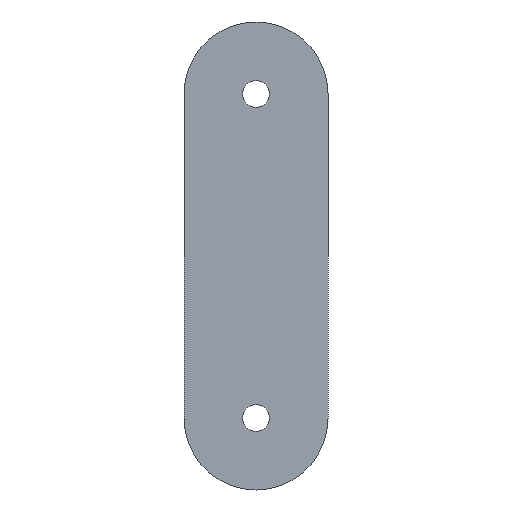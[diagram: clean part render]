
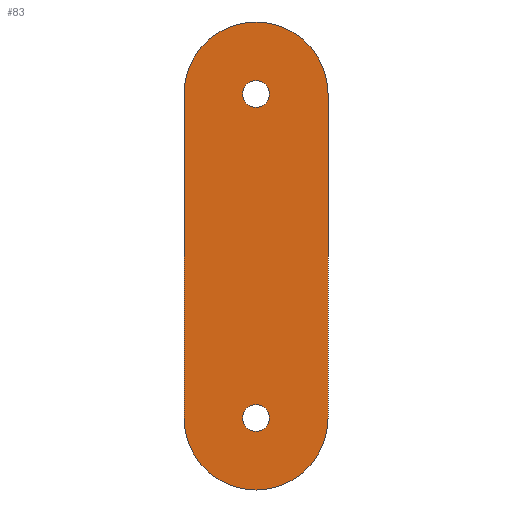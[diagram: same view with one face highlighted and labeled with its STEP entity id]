
A CAD part, front view. The second image highlights one B-rep face of the part: STEP entity #83.
In plain terms, the highlighted planar face has unit normal (0, -1, 0).
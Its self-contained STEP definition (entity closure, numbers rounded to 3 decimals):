
#2 = VECTOR ( 'NONE', #253, 1000. ) ;
#4 = CIRCLE ( 'NONE', #156, 1.5 ) ;
#5 = DIRECTION ( 'NONE',  ( 0., 1., 0. ) ) ;
#6 = VERTEX_POINT ( 'NONE', #19 ) ;
#7 = CIRCLE ( 'NONE', #147, 8. ) ;
#10 = VECTOR ( 'NONE', #77, 1000. ) ;
#17 = VERTEX_POINT ( 'NONE', #144 ) ;
#18 = ORIENTED_EDGE ( 'NONE', *, *, #196, .F. ) ;
#19 = CARTESIAN_POINT ( 'NONE',  ( 0., -2., -16.5 ) ) ;
#22 = CARTESIAN_POINT ( 'NONE',  ( -8., -2., 18. ) ) ;
#23 = CARTESIAN_POINT ( 'NONE',  ( -8., -2., 0. ) ) ;
#36 = DIRECTION ( 'NONE',  ( 0., 0., 1. ) ) ;
#37 = DIRECTION ( 'NONE',  ( 0., 0., 1. ) ) ;
#39 = ORIENTED_EDGE ( 'NONE', *, *, #245, .F. ) ;
#42 = EDGE_LOOP ( 'NONE', ( #18, #75, #103, #39 ) ) ;
#43 = LINE ( 'NONE', #23, #2 ) ;
#44 = ORIENTED_EDGE ( 'NONE', *, *, #221, .T. ) ;
#45 = CIRCLE ( 'NONE', #177, 1.5 ) ;
#46 = LINE ( 'NONE', #108, #10 ) ;
#67 = CARTESIAN_POINT ( 'NONE',  ( 8., -2., -18. ) ) ;
#75 = ORIENTED_EDGE ( 'NONE', *, *, #234, .F. ) ;
#77 = DIRECTION ( 'NONE',  ( 0., 0., -1. ) ) ;
#83 = ADVANCED_FACE ( 'NONE', ( #230, #168, #175 ), #102, .F. ) ;
#91 = CARTESIAN_POINT ( 'NONE',  ( 0., -2., -18. ) ) ;
#93 = CARTESIAN_POINT ( 'NONE',  ( 0., -2., 18. ) ) ;
#97 = CIRCLE ( 'NONE', #154, 8. ) ;
#99 = DIRECTION ( 'NONE',  ( 0., 1., 0. ) ) ;
#100 = VERTEX_POINT ( 'NONE', #210 ) ;
#102 = PLANE ( 'NONE',  #212 ) ;
#103 = ORIENTED_EDGE ( 'NONE', *, *, #239, .F. ) ;
#106 = VERTEX_POINT ( 'NONE', #22 ) ;
#108 = CARTESIAN_POINT ( 'NONE',  ( 8., -2., 0. ) ) ;
#113 = DIRECTION ( 'NONE',  ( 0., 0., 1. ) ) ;
#141 = ORIENTED_EDGE ( 'NONE', *, *, #155, .T. ) ;
#144 = CARTESIAN_POINT ( 'NONE',  ( -8., -2., -18. ) ) ;
#147 = AXIS2_PLACEMENT_3D ( 'NONE', #93, #5, #159 ) ;
#154 = AXIS2_PLACEMENT_3D ( 'NONE', #220, #222, #37 ) ;
#155 = EDGE_CURVE ( 'NONE', #6, #6, #45, .T. ) ;
#156 = AXIS2_PLACEMENT_3D ( 'NONE', #206, #254, #36 ) ;
#159 = DIRECTION ( 'NONE',  ( 0., 0., 1. ) ) ;
#168 = FACE_BOUND ( 'NONE', #226, .T. ) ;
#169 = CARTESIAN_POINT ( 'NONE',  ( 8., -2., 18. ) ) ;
#175 = FACE_OUTER_BOUND ( 'NONE', #42, .T. ) ;
#177 = AXIS2_PLACEMENT_3D ( 'NONE', #91, #232, #113 ) ;
#196 = EDGE_CURVE ( 'NONE', #17, #106, #43, .T. ) ;
#206 = CARTESIAN_POINT ( 'NONE',  ( 0., -2., 18. ) ) ;
#210 = CARTESIAN_POINT ( 'NONE',  ( 0., -2., 19.5 ) ) ;
#212 = AXIS2_PLACEMENT_3D ( 'NONE', #272, #99, #268 ) ;
#220 = CARTESIAN_POINT ( 'NONE',  ( 0., -2., -18. ) ) ;
#221 = EDGE_CURVE ( 'NONE', #100, #100, #4, .T. ) ;
#222 = DIRECTION ( 'NONE',  ( 0., 1., 0. ) ) ;
#225 = EDGE_LOOP ( 'NONE', ( #44 ) ) ;
#226 = EDGE_LOOP ( 'NONE', ( #141 ) ) ;
#230 = FACE_BOUND ( 'NONE', #225, .T. ) ;
#232 = DIRECTION ( 'NONE',  ( 0., 1., 0. ) ) ;
#234 = EDGE_CURVE ( 'NONE', #263, #17, #97, .T. ) ;
#239 = EDGE_CURVE ( 'NONE', #274, #263, #46, .T. ) ;
#245 = EDGE_CURVE ( 'NONE', #106, #274, #7, .T. ) ;
#253 = DIRECTION ( 'NONE',  ( 0., 0., 1. ) ) ;
#254 = DIRECTION ( 'NONE',  ( 0., 1., 0. ) ) ;
#263 = VERTEX_POINT ( 'NONE', #67 ) ;
#268 = DIRECTION ( 'NONE',  ( 0., 0., 1. ) ) ;
#272 = CARTESIAN_POINT ( 'NONE',  ( 0., -2., 0. ) ) ;
#274 = VERTEX_POINT ( 'NONE', #169 ) ;
